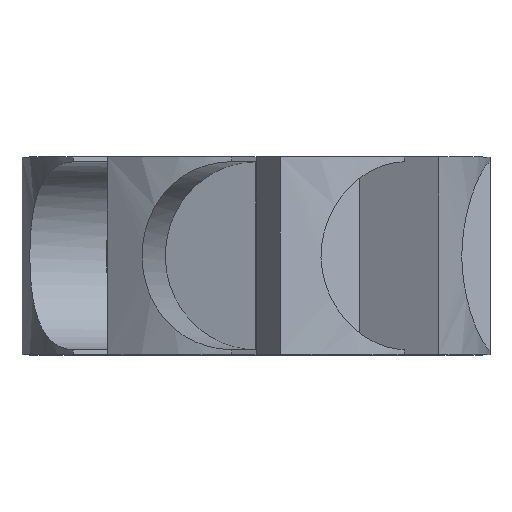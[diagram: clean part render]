
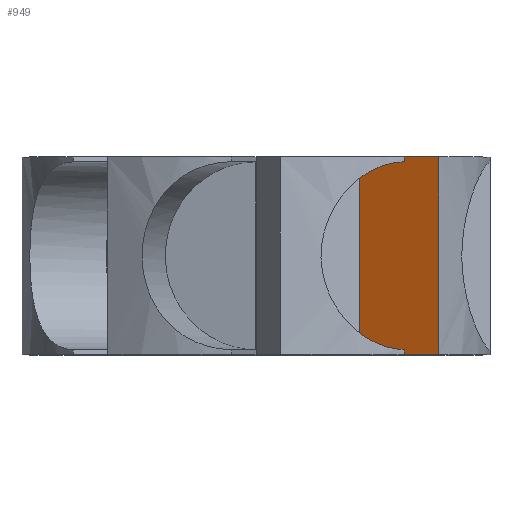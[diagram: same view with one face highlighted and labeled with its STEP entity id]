
A CAD part, top view. The second image highlights one B-rep face of the part: STEP entity #949.
In plain terms, the highlighted free-form (B-spline) face has degree [1, 1] with [2, 2] control points.
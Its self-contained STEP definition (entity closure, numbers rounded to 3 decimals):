
#216 = VERTEX_POINT('',#217);
#217 = CARTESIAN_POINT('',(2.555,0.,2.555));
#222 = EDGE_CURVE('',#223,#216,#225,.T.);
#223 = VERTEX_POINT('',#224);
#224 = CARTESIAN_POINT('',(2.555,4.904,2.555)
  );
#225 = B_SPLINE_CURVE_WITH_KNOTS('',1,(#226,#227),.UNSPECIFIED.,.F.,.F.,
  (2,2),(0.,4.75),.PIECEWISE_BEZIER_KNOTS.);
#226 = CARTESIAN_POINT('',(2.555,4.904,2.555)
  );
#227 = CARTESIAN_POINT('',(2.555,0.,2.555));
#270 = VERTEX_POINT('',#271);
#271 = CARTESIAN_POINT('',(4.529,4.904,3.677)
  );
#277 = EDGE_CURVE('',#270,#278,#280,.T.);
#278 = VERTEX_POINT('',#279);
#279 = CARTESIAN_POINT('',(4.529,0.,3.677));
#280 = B_SPLINE_CURVE_WITH_KNOTS('',1,(#281,#282),.UNSPECIFIED.,.F.,.F.,
  (2,2),(0.,4.75),.PIECEWISE_BEZIER_KNOTS.);
#281 = CARTESIAN_POINT('',(4.529,4.904,3.677)
  );
#282 = CARTESIAN_POINT('',(4.529,0.,3.677));
#949 = ADVANCED_FACE('',(#950),#964,.F.);
#950 = FACE_BOUND('',#951,.T.);
#951 = EDGE_LOOP('',(#952,#957,#958,#963));
#952 = ORIENTED_EDGE('',*,*,#953,.T.);
#953 = EDGE_CURVE('',#216,#278,#954,.T.);
#954 = B_SPLINE_CURVE_WITH_KNOTS('',1,(#955,#956),.UNSPECIFIED.,.F.,.F.,
  (2,2),(3.374,5.573),.PIECEWISE_BEZIER_KNOTS.);
#955 = CARTESIAN_POINT('',(2.555,0.,2.555));
#956 = CARTESIAN_POINT('',(4.529,0.,3.677));
#957 = ORIENTED_EDGE('',*,*,#277,.F.);
#958 = ORIENTED_EDGE('',*,*,#959,.F.);
#959 = EDGE_CURVE('',#223,#270,#960,.T.);
#960 = B_SPLINE_CURVE_WITH_KNOTS('',1,(#961,#962),.UNSPECIFIED.,.F.,.F.,
  (2,2),(3.374,5.573),.PIECEWISE_BEZIER_KNOTS.);
#961 = CARTESIAN_POINT('',(2.555,4.904,2.555)
  );
#962 = CARTESIAN_POINT('',(4.529,4.904,3.677)
  );
#963 = ORIENTED_EDGE('',*,*,#222,.T.);
#964 = B_SPLINE_SURFACE_WITH_KNOTS('',1,1,(
    (#965,#966)
    ,(#967,#968
    )),.UNSPECIFIED.,.F.,.F.,.F.,(2,2),(2,2),(-5.573,
    -3.374),(-4.75,0.),.PIECEWISE_BEZIER_KNOTS.);
#965 = CARTESIAN_POINT('',(4.529,0.,3.677));
#966 = CARTESIAN_POINT('',(4.529,4.904,3.677)
  );
#967 = CARTESIAN_POINT('',(2.555,0.,2.555));
#968 = CARTESIAN_POINT('',(2.555,4.904,2.555)
  );
